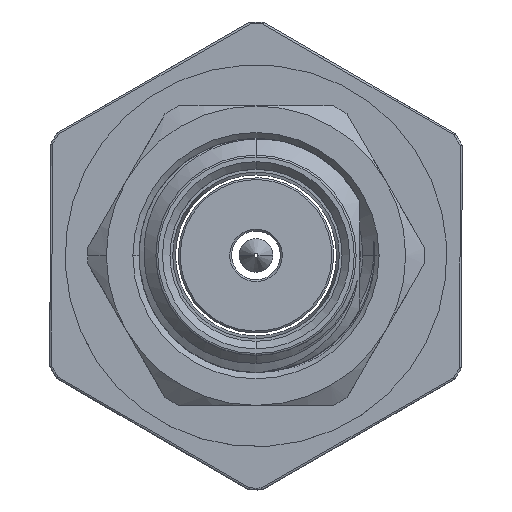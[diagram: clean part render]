
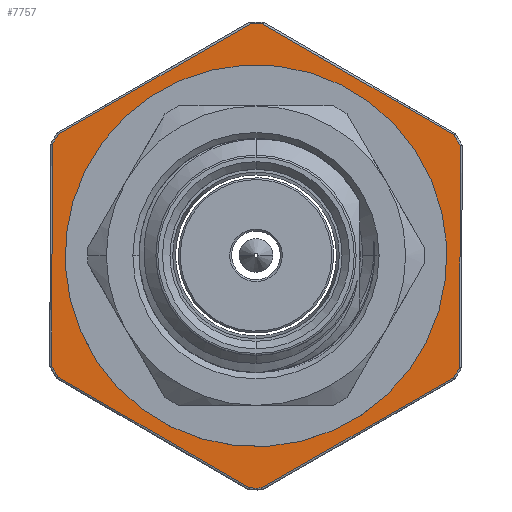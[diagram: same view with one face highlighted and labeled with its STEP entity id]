
A CAD part, top view. The second image highlights one B-rep face of the part: STEP entity #7757.
In plain terms, the highlighted planar face has unit normal (0, 0, 1).
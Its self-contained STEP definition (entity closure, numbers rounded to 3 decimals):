
#308 = FACE_OUTER_BOUND ( 'NONE', #12865, .T. ) ;
#470 = CARTESIAN_POINT ( 'NONE',  ( 0., 4.9, 9.7 ) ) ;
#713 = AXIS2_PLACEMENT_3D ( 'NONE', #14615, #4863, #2321 ) ;
#826 = CIRCLE ( 'NONE', #13072, 6.2 ) ;
#907 = ORIENTED_EDGE ( 'NONE', *, *, #3016, .T. ) ;
#1017 = VERTEX_POINT ( 'NONE', #3959 ) ;
#1058 = EDGE_CURVE ( 'NONE', #1098, #2802, #14869, .T. ) ;
#1069 = CIRCLE ( 'NONE', #12050, 6.2 ) ;
#1098 = VERTEX_POINT ( 'NONE', #15452 ) ;
#1133 = DIRECTION ( 'NONE',  ( 0., -1., 0. ) ) ;
#1251 = VERTEX_POINT ( 'NONE', #6841 ) ;
#1453 = CARTESIAN_POINT ( 'NONE',  ( 0., 0., 9.7 ) ) ;
#1478 = CARTESIAN_POINT ( 'NONE',  ( -0.597, 5.941, 9.7 ) ) ;
#1479 = DIRECTION ( 'NONE',  ( 0., 0., 1. ) ) ;
#1489 = AXIS2_PLACEMENT_3D ( 'NONE', #6104, #12400, #1133 ) ;
#1524 = AXIS2_PLACEMENT_3D ( 'NONE', #13212, #4885, #10885 ) ;
#1532 = FACE_BOUND ( 'NONE', #6659, .T. ) ;
#1540 = AXIS2_PLACEMENT_3D ( 'NONE', #1453, #13765, #10239 ) ;
#1604 = AXIS2_PLACEMENT_3D ( 'NONE', #11300, #1479, #10025 ) ;
#1931 = LINE ( 'NONE', #6807, #5933 ) ;
#2294 = CARTESIAN_POINT ( 'NONE',  ( -5.294, -3.228, 9.7 ) ) ;
#2308 = ORIENTED_EDGE ( 'NONE', *, *, #6149, .T. ) ;
#2321 = DIRECTION ( 'NONE',  ( 0., -1., 0. ) ) ;
#2606 = LINE ( 'NONE', #6142, #4830 ) ;
#2647 = LINE ( 'NONE', #11427, #5442 ) ;
#2802 = VERTEX_POINT ( 'NONE', #6207 ) ;
#2808 = DIRECTION ( 'NONE',  ( 0., 0., 1. ) ) ;
#2935 = VERTEX_POINT ( 'NONE', #3633 ) ;
#3009 = CARTESIAN_POINT ( 'NONE',  ( 5.458, 2.941, 9.7 ) ) ;
#3016 = EDGE_CURVE ( 'NONE', #9552, #13445, #9556, .T. ) ;
#3033 = EDGE_CURVE ( 'NONE', #2802, #3896, #11219, .T. ) ;
#3200 = CARTESIAN_POINT ( 'NONE',  ( -5.458, -2.941, 9.7 ) ) ;
#3284 = ORIENTED_EDGE ( 'NONE', *, *, #7031, .T. ) ;
#3524 = CIRCLE ( 'NONE', #713, 6.2 ) ;
#3633 = CARTESIAN_POINT ( 'NONE',  ( 5.294, 3.228, 9.7 ) ) ;
#3678 = CARTESIAN_POINT ( 'NONE',  ( 5.276, -3.256, 9.7 ) ) ;
#3713 = DIRECTION ( 'NONE',  ( 0.865, -0.502, 0. ) ) ;
#3734 = CARTESIAN_POINT ( 'NONE',  ( -5.276, 3.256, 9.7 ) ) ;
#3896 = VERTEX_POINT ( 'NONE', #3734 ) ;
#3959 = CARTESIAN_POINT ( 'NONE',  ( 0., -4.9, 9.7 ) ) ;
#4012 = DIRECTION ( 'NONE',  ( 0., -1., 0. ) ) ;
#4496 = DIRECTION ( 'NONE',  ( 0., -1., 0. ) ) ;
#4830 = VECTOR ( 'NONE', #6219, 1000. ) ;
#4863 = DIRECTION ( 'NONE',  ( 0., 0., 1. ) ) ;
#4885 = DIRECTION ( 'NONE',  ( 0., 0., 1. ) ) ;
#5195 = VERTEX_POINT ( 'NONE', #12483 ) ;
#5255 = LINE ( 'NONE', #13809, #14454 ) ;
#5442 = VECTOR ( 'NONE', #14956, 1000. ) ;
#5575 = EDGE_CURVE ( 'NONE', #5989, #9552, #7911, .T. ) ;
#5663 = ORIENTED_EDGE ( 'NONE', *, *, #13662, .T. ) ;
#5701 = CARTESIAN_POINT ( 'NONE',  ( 0., 0., 9.7 ) ) ;
#5888 = EDGE_CURVE ( 'NONE', #1017, #1251, #10717, .T. ) ;
#5933 = VECTOR ( 'NONE', #7257, 1000. ) ;
#5989 = VERTEX_POINT ( 'NONE', #3200 ) ;
#6104 = CARTESIAN_POINT ( 'NONE',  ( 0., 0., 9.7 ) ) ;
#6142 = CARTESIAN_POINT ( 'NONE',  ( 0.609, 5.949, 9.7 ) ) ;
#6149 = EDGE_CURVE ( 'NONE', #2935, #1098, #2606, .T. ) ;
#6198 = CARTESIAN_POINT ( 'NONE',  ( 0., 0., 9.7 ) ) ;
#6207 = CARTESIAN_POINT ( 'NONE',  ( -0.149, 6.198, 9.7 ) ) ;
#6219 = DIRECTION ( 'NONE',  ( -0.865, 0.502, 0. ) ) ;
#6271 = AXIS2_PLACEMENT_3D ( 'NONE', #9730, #9965, #14852 ) ;
#6353 = DIRECTION ( 'NONE',  ( 0., 0., 1. ) ) ;
#6361 = VERTEX_POINT ( 'NONE', #6769 ) ;
#6414 = PLANE ( 'NONE',  #9102 ) ;
#6437 = VERTEX_POINT ( 'NONE', #3009 ) ;
#6659 = EDGE_LOOP ( 'NONE', ( #13584, #14207 ) ) ;
#6769 = CARTESIAN_POINT ( 'NONE',  ( 0.149, -6.198, 9.7 ) ) ;
#6807 = CARTESIAN_POINT ( 'NONE',  ( -5.437, 4.915, 9.7 ) ) ;
#6841 = CARTESIAN_POINT ( 'NONE',  ( 0., 4.9, 9.7 ) ) ;
#7031 = EDGE_CURVE ( 'NONE', #6437, #2935, #3524, .T. ) ;
#7144 = EDGE_CURVE ( 'NONE', #5195, #6361, #12731, .T. ) ;
#7257 = DIRECTION ( 'NONE',  ( -0.003, -1., 0. ) ) ;
#7456 = AXIS2_PLACEMENT_3D ( 'NONE', #5701, #12966, #9454 ) ;
#7757 = ADVANCED_FACE ( 'NONE', ( #308, #1532 ), #6414, .T. ) ;
#7911 = CIRCLE ( 'NONE', #1524, 6.2 ) ;
#8426 = CARTESIAN_POINT ( 'NONE',  ( -0.182, -6.197, 9.7 ) ) ;
#8754 = DIRECTION ( 'NONE',  ( -0.867, -0.498, 0. ) ) ;
#8939 = CARTESIAN_POINT ( 'NONE',  ( 5.442, -2.97, 9.7 ) ) ;
#8951 = VECTOR ( 'NONE', #3713, 1000. ) ;
#8991 = CIRCLE ( 'NONE', #7456, 6.2 ) ;
#9087 = EDGE_CURVE ( 'NONE', #6361, #14413, #5255, .T. ) ;
#9102 = AXIS2_PLACEMENT_3D ( 'NONE', #470, #2808, #4012 ) ;
#9400 = ORIENTED_EDGE ( 'NONE', *, *, #9087, .T. ) ;
#9454 = DIRECTION ( 'NONE',  ( 0., -1., 0. ) ) ;
#9552 = VERTEX_POINT ( 'NONE', #2294 ) ;
#9556 = LINE ( 'NONE', #14664, #8951 ) ;
#9730 = CARTESIAN_POINT ( 'NONE',  ( 0., 0., 9.7 ) ) ;
#9965 = DIRECTION ( 'NONE',  ( 0., 0., -1. ) ) ;
#10025 = DIRECTION ( 'NONE',  ( 0., -1., 0. ) ) ;
#10177 = DIRECTION ( 'NONE',  ( 0., -1., 0. ) ) ;
#10239 = DIRECTION ( 'NONE',  ( 0., 1., 0. ) ) ;
#10663 = ORIENTED_EDGE ( 'NONE', *, *, #12221, .T. ) ;
#10678 = ORIENTED_EDGE ( 'NONE', *, *, #12214, .T. ) ;
#10717 = CIRCLE ( 'NONE', #1540, 4.9 ) ;
#10743 = ORIENTED_EDGE ( 'NONE', *, *, #14651, .T. ) ;
#10755 = EDGE_CURVE ( 'NONE', #1251, #1017, #13152, .T. ) ;
#10885 = DIRECTION ( 'NONE',  ( 0., -1., 0. ) ) ;
#10906 = VERTEX_POINT ( 'NONE', #8939 ) ;
#11219 = LINE ( 'NONE', #1478, #13029 ) ;
#11240 = DIRECTION ( 'NONE',  ( 0.867, 0.498, 0. ) ) ;
#11300 = CARTESIAN_POINT ( 'NONE',  ( 0., 0., 9.7 ) ) ;
#11427 = CARTESIAN_POINT ( 'NONE',  ( 5.463, 4.885, 9.7 ) ) ;
#12050 = AXIS2_PLACEMENT_3D ( 'NONE', #14318, #13046, #4496 ) ;
#12207 = VERTEX_POINT ( 'NONE', #14401 ) ;
#12214 = EDGE_CURVE ( 'NONE', #3896, #12207, #8991, .T. ) ;
#12221 = EDGE_CURVE ( 'NONE', #13445, #5195, #1069, .T. ) ;
#12400 = DIRECTION ( 'NONE',  ( 0., 0., 1. ) ) ;
#12483 = CARTESIAN_POINT ( 'NONE',  ( 0., -6.2, 9.7 ) ) ;
#12708 = EDGE_CURVE ( 'NONE', #12207, #5989, #1931, .T. ) ;
#12731 = CIRCLE ( 'NONE', #1489, 6.2 ) ;
#12865 = EDGE_LOOP ( 'NONE', ( #14607, #14369, #907, #10663, #15646, #9400, #5663, #10743, #3284, #2308, #15087, #13218, #10678 ) ) ;
#12966 = DIRECTION ( 'NONE',  ( 0., 0., 1. ) ) ;
#13029 = VECTOR ( 'NONE', #8754, 1000. ) ;
#13046 = DIRECTION ( 'NONE',  ( 0., 0., 1. ) ) ;
#13072 = AXIS2_PLACEMENT_3D ( 'NONE', #6198, #6353, #10177 ) ;
#13152 = CIRCLE ( 'NONE', #6271, 4.9 ) ;
#13212 = CARTESIAN_POINT ( 'NONE',  ( 0., 0., 9.7 ) ) ;
#13218 = ORIENTED_EDGE ( 'NONE', *, *, #3033, .T. ) ;
#13445 = VERTEX_POINT ( 'NONE', #8426 ) ;
#13584 = ORIENTED_EDGE ( 'NONE', *, *, #10755, .T. ) ;
#13662 = EDGE_CURVE ( 'NONE', #14413, #10906, #826, .T. ) ;
#13765 = DIRECTION ( 'NONE',  ( 0., 0., -1. ) ) ;
#13809 = CARTESIAN_POINT ( 'NONE',  ( 4.828, -3.513, 9.7 ) ) ;
#14207 = ORIENTED_EDGE ( 'NONE', *, *, #5888, .T. ) ;
#14318 = CARTESIAN_POINT ( 'NONE',  ( 0., 0., 9.7 ) ) ;
#14369 = ORIENTED_EDGE ( 'NONE', *, *, #5575, .T. ) ;
#14401 = CARTESIAN_POINT ( 'NONE',  ( -5.442, 2.97, 9.7 ) ) ;
#14413 = VERTEX_POINT ( 'NONE', #3678 ) ;
#14454 = VECTOR ( 'NONE', #11240, 1000. ) ;
#14607 = ORIENTED_EDGE ( 'NONE', *, *, #12708, .T. ) ;
#14615 = CARTESIAN_POINT ( 'NONE',  ( 0., 0., 9.7 ) ) ;
#14651 = EDGE_CURVE ( 'NONE', #10906, #6437, #2647, .T. ) ;
#14664 = CARTESIAN_POINT ( 'NONE',  ( -4.866, -3.476, 9.7 ) ) ;
#14852 = DIRECTION ( 'NONE',  ( 0., 1., 0. ) ) ;
#14869 = CIRCLE ( 'NONE', #1604, 6.2 ) ;
#14956 = DIRECTION ( 'NONE',  ( 0.003, 1., 0. ) ) ;
#15087 = ORIENTED_EDGE ( 'NONE', *, *, #1058, .T. ) ;
#15452 = CARTESIAN_POINT ( 'NONE',  ( 0.182, 6.197, 9.7 ) ) ;
#15646 = ORIENTED_EDGE ( 'NONE', *, *, #7144, .T. ) ;
